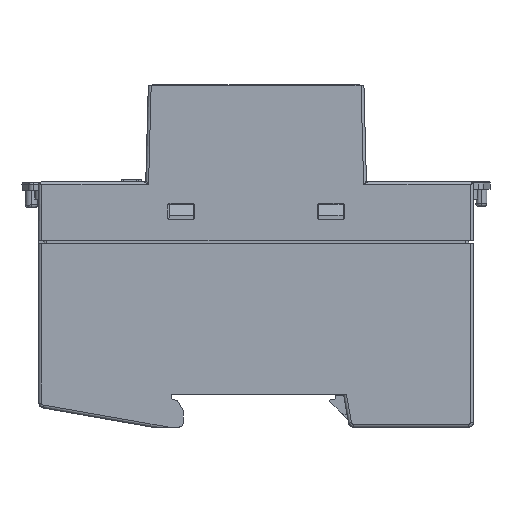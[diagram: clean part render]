
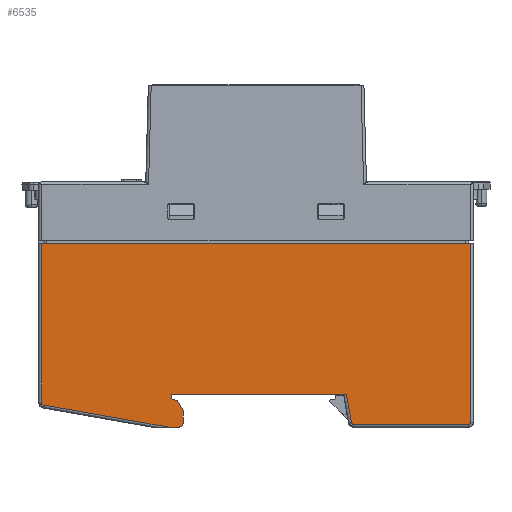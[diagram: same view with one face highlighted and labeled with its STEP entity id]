
A CAD part, left-side view. The second image highlights one B-rep face of the part: STEP entity #6535.
In plain terms, the highlighted planar face has unit normal (-1, 0, 0).
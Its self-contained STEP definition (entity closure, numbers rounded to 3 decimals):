
#6535=ADVANCED_FACE('',(#14976),#14977,.T.);
#14976=FACE_OUTER_BOUND('',#25330,.T.);
#14977=PLANE('',#25331);
#25330=EDGE_LOOP('',(#47674,#47675,#47676,#47677,#47678,#47679,#47680,#47681,#47682,#47683,#47684,#47685,#47686,#47687,#47688,#47689,#47690));
#25331=AXIS2_PLACEMENT_3D('',#47691,#47692,#47693);
#47674=ORIENTED_EDGE('',*,*,#70175,.T.);
#47675=ORIENTED_EDGE('',*,*,#70176,.T.);
#47676=ORIENTED_EDGE('',*,*,#70177,.T.);
#47677=ORIENTED_EDGE('',*,*,#70178,.T.);
#47678=ORIENTED_EDGE('',*,*,#70179,.T.);
#47679=ORIENTED_EDGE('',*,*,#70153,.T.);
#47680=ORIENTED_EDGE('',*,*,#70042,.T.);
#47681=ORIENTED_EDGE('',*,*,#70180,.T.);
#47682=ORIENTED_EDGE('',*,*,#70181,.F.);
#47683=ORIENTED_EDGE('',*,*,#70182,.T.);
#47684=ORIENTED_EDGE('',*,*,#70183,.F.);
#47685=ORIENTED_EDGE('',*,*,#70184,.T.);
#47686=ORIENTED_EDGE('',*,*,#70166,.T.);
#47687=ORIENTED_EDGE('',*,*,#70185,.T.);
#47688=ORIENTED_EDGE('',*,*,#70186,.F.);
#47689=ORIENTED_EDGE('',*,*,#70187,.T.);
#47690=ORIENTED_EDGE('',*,*,#70188,.T.);
#47691=CARTESIAN_POINT('',(0.0,93.431,0.));
#47692=DIRECTION('',(-1.0,0.0,0.0));
#47693=DIRECTION('',(0.0,1.0,0.0));
#70042=EDGE_CURVE('',#85804,#85802,#85805,.T.);
#70153=EDGE_CURVE('',#85987,#85804,#85988,.T.);
#70166=EDGE_CURVE('',#86003,#86001,#86004,.T.);
#70175=EDGE_CURVE('',#86013,#86014,#86015,.T.);
#70176=EDGE_CURVE('',#86014,#86016,#86017,.T.);
#70177=EDGE_CURVE('',#86016,#86018,#86019,.T.);
#70178=EDGE_CURVE('',#86018,#86020,#86021,.T.);
#70179=EDGE_CURVE('',#86020,#85987,#86022,.T.);
#70180=EDGE_CURVE('',#85802,#86023,#86024,.T.);
#70181=EDGE_CURVE('',#86025,#86023,#86026,.T.);
#70182=EDGE_CURVE('',#86025,#86027,#86028,.T.);
#70183=EDGE_CURVE('',#86029,#86027,#86030,.T.);
#70184=EDGE_CURVE('',#86029,#86003,#86031,.T.);
#70185=EDGE_CURVE('',#86001,#86032,#86033,.T.);
#70186=EDGE_CURVE('',#86034,#86032,#86035,.T.);
#70187=EDGE_CURVE('',#86034,#86036,#86037,.T.);
#70188=EDGE_CURVE('',#86036,#86013,#86038,.T.);
#85802=VERTEX_POINT('',#109740);
#85804=VERTEX_POINT('',#109742);
#85805=LINE('',#109743,#109744);
#85987=VERTEX_POINT('',#110018);
#85988=LINE('',#110019,#110020);
#86001=VERTEX_POINT('',#110041);
#86003=VERTEX_POINT('',#110043);
#86004=LINE('',#110044,#110045);
#86013=VERTEX_POINT('',#110056);
#86014=VERTEX_POINT('',#110057);
#86015=CIRCLE('',#110058,1.0);
#86016=VERTEX_POINT('',#110059);
#86017=LINE('',#110060,#110061);
#86018=VERTEX_POINT('',#110062);
#86019=LINE('',#110063,#110064);
#86020=VERTEX_POINT('',#110065);
#86021=LINE('',#110066,#110067);
#86022=LINE('',#110068,#110069);
#86023=VERTEX_POINT('',#110070);
#86024=LINE('',#110071,#110072);
#86025=VERTEX_POINT('',#110073);
#86026=CIRCLE('',#110074,0.4);
#86027=VERTEX_POINT('',#110075);
#86028=LINE('',#110076,#110077);
#86029=VERTEX_POINT('',#110078);
#86030=CIRCLE('',#110079,0.4);
#86031=LINE('',#110080,#110081);
#86032=VERTEX_POINT('',#110082);
#86033=LINE('',#110083,#110084);
#86034=VERTEX_POINT('',#110085);
#86035=CIRCLE('',#110086,0.4);
#86036=VERTEX_POINT('',#110087);
#86037=LINE('',#110088,#110089);
#86038=LINE('',#110090,#110091);
#109740=CARTESIAN_POINT('',(0.0,29.73,6.85));
#109742=CARTESIAN_POINT('',(0.0,66.031,6.85));
#109743=CARTESIAN_POINT('',(0.0,66.031,6.85));
#109744=VECTOR('',#131047,1.0);
#110018=CARTESIAN_POINT('',(0.0,66.031,5.95));
#110019=CARTESIAN_POINT('',(0.0,66.031,0.));
#110020=VECTOR('',#131155,1.0);
#110041=CARTESIAN_POINT('',(0.0,92.831,38.1));
#110043=CARTESIAN_POINT('',(0.0,4.031,38.1));
#110044=CARTESIAN_POINT('',(0.0,3.431,38.1));
#110045=VECTOR('',#131173,1.0);
#110056=CARTESIAN_POINT('',(0.0,64.531,0.));
#110057=CARTESIAN_POINT('',(0.0,63.531,1.));
#110058=AXIS2_PLACEMENT_3D('',#131185,#131186,#131187);
#110059=CARTESIAN_POINT('',(0.0,63.531,3.45));
#110060=CARTESIAN_POINT('',(0.0,63.531,1.));
#110061=VECTOR('',#131188,1.0);
#110062=CARTESIAN_POINT('',(0.0,64.731,5.55));
#110063=CARTESIAN_POINT('',(0.0,63.531,3.45));
#110064=VECTOR('',#131189,1.0);
#110065=CARTESIAN_POINT('',(0.0,65.831,5.75));
#110066=CARTESIAN_POINT('',(0.0,64.731,5.55));
#110067=VECTOR('',#131190,1.0);
#110068=CARTESIAN_POINT('',(0.0,65.831,5.75));
#110069=VECTOR('',#131191,1.0);
#110070=CARTESIAN_POINT('',(0.0,28.686,0.931));
#110071=CARTESIAN_POINT('',(0.0,28.54,0.104));
#110072=VECTOR('',#131192,1.0);
#110073=CARTESIAN_POINT('',(0.0,28.292,0.6));
#110074=AXIS2_PLACEMENT_3D('',#131193,#131194,#131195);
#110075=CARTESIAN_POINT('',(0.0,4.431,0.6));
#110076=CARTESIAN_POINT('',(0.0,3.431,0.6));
#110077=VECTOR('',#131196,1.0);
#110078=CARTESIAN_POINT('',(0.0,4.031,1.));
#110079=AXIS2_PLACEMENT_3D('',#131197,#131198,#131199);
#110080=CARTESIAN_POINT('',(0.0,4.031,38.1));
#110081=VECTOR('',#131200,1.0);
#110082=CARTESIAN_POINT('',(0.0,92.831,4.989));
#110083=CARTESIAN_POINT('',(0.0,92.831,4.15));
#110084=VECTOR('',#131201,1.0);
#110085=CARTESIAN_POINT('',(0.0,92.501,4.595));
#110086=AXIS2_PLACEMENT_3D('',#131202,#131203,#131204);
#110087=CARTESIAN_POINT('',(0.0,66.44,0.));
#110088=CARTESIAN_POINT('',(0.0,69.791,0.591));
#110089=VECTOR('',#131205,1.0);
#110090=CARTESIAN_POINT('',(0.0,69.896,0.));
#110091=VECTOR('',#131206,1.0);
#131047=DIRECTION('',(0.0,-1.0,0.));
#131155=DIRECTION('',(0.0,0.,1.0));
#131173=DIRECTION('',(0.0,1.0,0.));
#131185=CARTESIAN_POINT('',(0.0,64.531,1.));
#131186=DIRECTION('',(-1.0,0.,0.0));
#131187=DIRECTION('',(0.,-1.0,0.0));
#131188=DIRECTION('',(0.0,0.0,1.0));
#131189=DIRECTION('',(0.,0.496,0.868));
#131190=DIRECTION('',(0.,0.984,0.179));
#131191=DIRECTION('',(0.,0.707,0.707));
#131192=DIRECTION('',(0.0,-0.174,-0.985));
#131193=CARTESIAN_POINT('',(0.0,28.292,1.));
#131194=DIRECTION('',(1.0,0.0,0.0));
#131195=DIRECTION('',(0.0,0.0,-1.0));
#131196=DIRECTION('',(0.0,-1.0,0.));
#131197=CARTESIAN_POINT('',(0.0,4.431,1.));
#131198=DIRECTION('',(1.0,0.0,0.0));
#131199=DIRECTION('',(0.0,0.0,-1.0));
#131200=DIRECTION('',(0.0,0.,1.0));
#131201=DIRECTION('',(0.0,0.,-1.0));
#131202=CARTESIAN_POINT('',(0.0,92.431,4.989));
#131203=DIRECTION('',(1.0,0.0,0.0));
#131204=DIRECTION('',(0.0,0.0,-1.0));
#131205=DIRECTION('',(0.0,-0.985,-0.174));
#131206=DIRECTION('',(0.0,-1.0,0.0));
